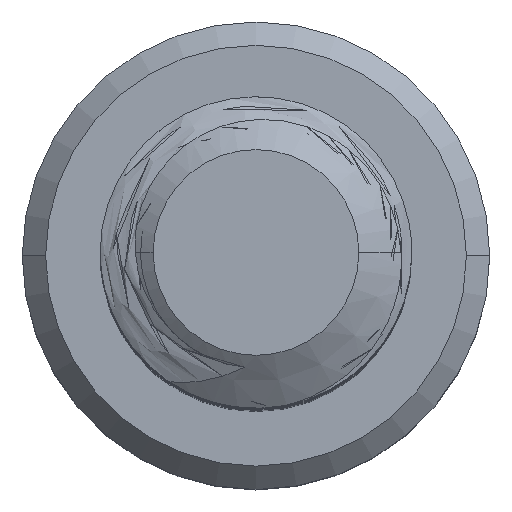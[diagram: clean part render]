
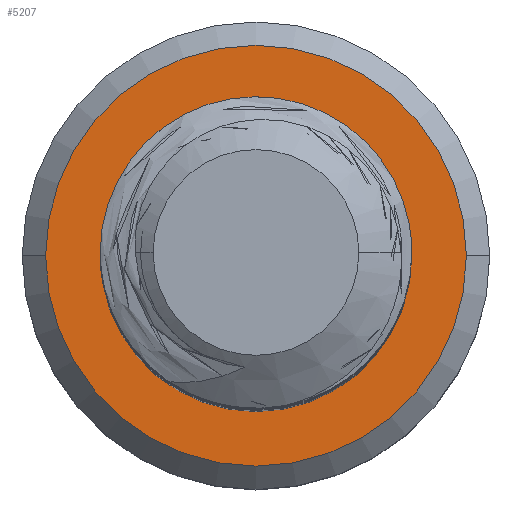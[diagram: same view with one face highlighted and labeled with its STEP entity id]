
A CAD part, top view. The second image highlights one B-rep face of the part: STEP entity #5207.
In plain terms, the highlighted planar face has unit normal (0, 0, 1).
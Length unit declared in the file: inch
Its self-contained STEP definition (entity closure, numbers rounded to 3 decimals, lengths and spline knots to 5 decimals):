
#155 = CARTESIAN_POINT ( 'NONE',  ( 0.16875, 0., -1.5 ) ) ;
#196 = CARTESIAN_POINT ( 'NONE',  ( 0., 0., -1.5 ) ) ;
#279 = ORIENTED_EDGE ( 'NONE', *, *, #2894, .T. ) ;
#446 = CARTESIAN_POINT ( 'NONE',  ( -0.125, 0., -1.5 ) ) ;
#513 = VERTEX_POINT ( 'NONE', #446 ) ;
#687 = DIRECTION ( 'NONE',  ( 0., 0., -1. ) ) ;
#721 = DIRECTION ( 'NONE',  ( -1., 0., 0. ) ) ;
#1235 = AXIS2_PLACEMENT_3D ( 'NONE', #4792, #4341, #1999 ) ;
#1297 = FACE_BOUND ( 'NONE', #6148, .T. ) ;
#1303 = CARTESIAN_POINT ( 'NONE',  ( -0.16875, 0., -1.5 ) ) ;
#1316 = CARTESIAN_POINT ( 'NONE',  ( 0., 0., -1.5 ) ) ;
#1354 = CIRCLE ( 'NONE', #1235, 0.16875 ) ;
#1395 = DIRECTION ( 'NONE',  ( -1., 0., 0. ) ) ;
#1530 = FACE_OUTER_BOUND ( 'NONE', #3906, .T. ) ;
#1754 = AXIS2_PLACEMENT_3D ( 'NONE', #1316, #4223, #5154 ) ;
#1961 = CIRCLE ( 'NONE', #3599, 0.16875 ) ;
#1999 = DIRECTION ( 'NONE',  ( -1., 0., 0. ) ) ;
#2098 = AXIS2_PLACEMENT_3D ( 'NONE', #196, #687, #721 ) ;
#2142 = EDGE_CURVE ( 'NONE', #4645, #513, #3217, .T. ) ;
#2420 = CARTESIAN_POINT ( 'NONE',  ( 0., 0., -1.5 ) ) ;
#2835 = DIRECTION ( 'NONE',  ( 0., 0., 1. ) ) ;
#2894 = EDGE_CURVE ( 'NONE', #4967, #3758, #1961, .T. ) ;
#2900 = ORIENTED_EDGE ( 'NONE', *, *, #6241, .F. ) ;
#3086 = PLANE ( 'NONE',  #2098 ) ;
#3217 = CIRCLE ( 'NONE', #5224, 0.125 ) ;
#3240 = ORIENTED_EDGE ( 'NONE', *, *, #3369, .T. ) ;
#3369 = EDGE_CURVE ( 'NONE', #3758, #4967, #1354, .T. ) ;
#3599 = AXIS2_PLACEMENT_3D ( 'NONE', #2420, #2835, #1395 ) ;
#3758 = VERTEX_POINT ( 'NONE', #1303 ) ;
#3906 = EDGE_LOOP ( 'NONE', ( #3240, #279 ) ) ;
#4068 = DIRECTION ( 'NONE',  ( 1., 0., 0. ) ) ;
#4223 = DIRECTION ( 'NONE',  ( 0., 0., 1. ) ) ;
#4341 = DIRECTION ( 'NONE',  ( 0., 0., 1. ) ) ;
#4645 = VERTEX_POINT ( 'NONE', #5125 ) ;
#4792 = CARTESIAN_POINT ( 'NONE',  ( 0., 0., -1.5 ) ) ;
#4967 = VERTEX_POINT ( 'NONE', #155 ) ;
#4992 = CARTESIAN_POINT ( 'NONE',  ( 0., 0., -1.5 ) ) ;
#5043 = ORIENTED_EDGE ( 'NONE', *, *, #2142, .F. ) ;
#5125 = CARTESIAN_POINT ( 'NONE',  ( 0.125, 0., -1.5 ) ) ;
#5154 = DIRECTION ( 'NONE',  ( 1., 0., 0. ) ) ;
#5207 = ADVANCED_FACE ( 'NONE', ( #1530, #1297 ), #3086, .F. ) ;
#5224 = AXIS2_PLACEMENT_3D ( 'NONE', #4992, #5943, #4068 ) ;
#5395 = CIRCLE ( 'NONE', #1754, 0.125 ) ;
#5943 = DIRECTION ( 'NONE',  ( 0., 0., 1. ) ) ;
#6148 = EDGE_LOOP ( 'NONE', ( #5043, #2900 ) ) ;
#6241 = EDGE_CURVE ( 'NONE', #513, #4645, #5395, .T. ) ;
